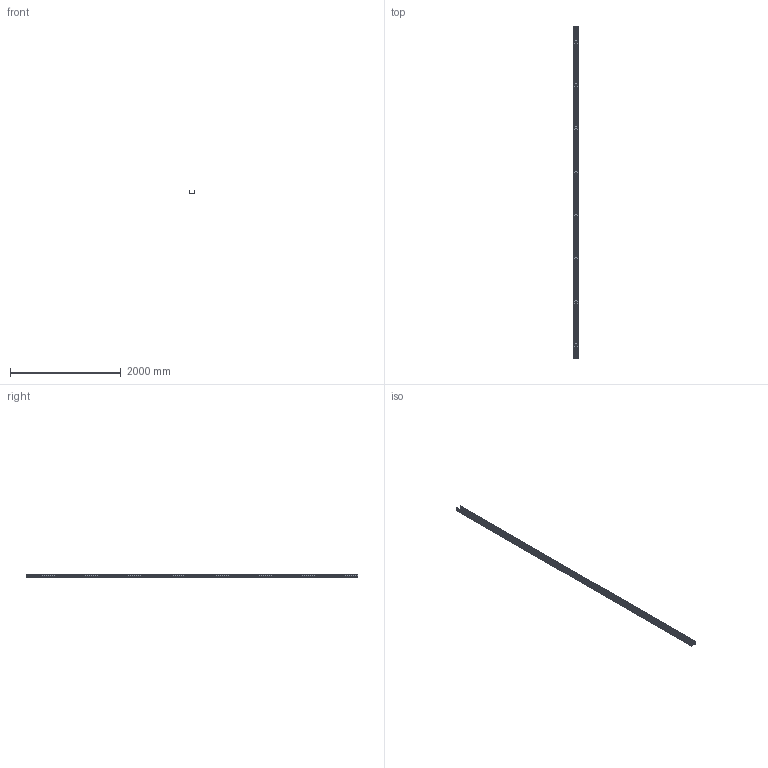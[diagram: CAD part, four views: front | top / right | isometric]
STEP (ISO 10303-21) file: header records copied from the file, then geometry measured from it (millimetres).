
FILE_DESCRIPTION(/* description */ (''),/* implementation_level */ '2;1');
FILE_NAME(/* name */ 'KCP100H60_6.stp',/* time_stamp */ '2020-03-24T11:49:52+01:00',/* author */ ('stanislaw.luczak'),/* organization */ (''),/* preprocessor_version */ 'ST-DEVELOPER v18',/* originating_system */ 'Autodesk Inventor 2020',/* authorisation */ '');
FILE_SCHEMA (('AUTOMOTIVE_DESIGN { 1 0 10303 214 3 1 1 }'));
Products named in the file (1): 100H60N_KGJ_6M
Bounding box: 100.41 x 6000 x 59.97 mm (x, y, z)
Volume: 1839736.3 mm3; surface area: 2569743 mm2
Topology: 1 solids, 1 shells, 4706 faces, 14096 edges, 9392 vertices
Faces by surface type: plane 2360, cylinder 2346
Entity records: 164377 total; most frequent: DIRECTION 28202, CARTESIAN_POINT 28195, ORIENTED_EDGE 28192, EDGE_CURVE 14096, LINE 9404, VECTOR 9404, AXIS2_PLACEMENT_3D 9399, VERTEX_POINT 9392
